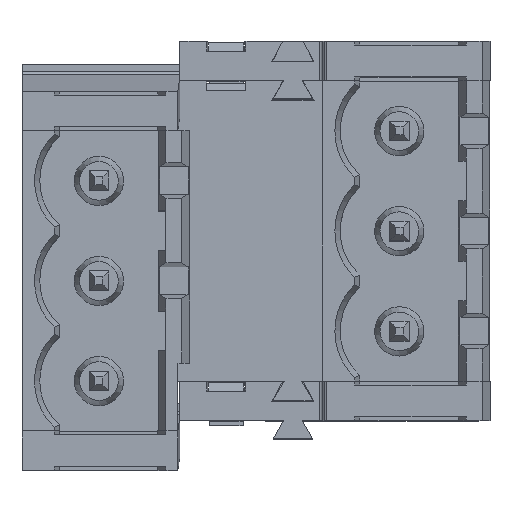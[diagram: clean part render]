
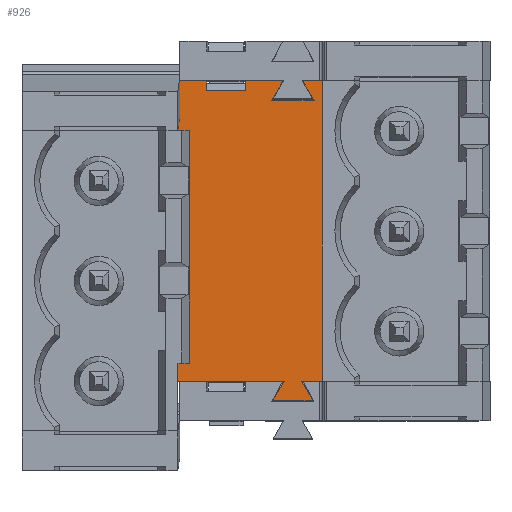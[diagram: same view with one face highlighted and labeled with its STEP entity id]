
A CAD part, top view. The second image highlights one B-rep face of the part: STEP entity #926.
In plain terms, the highlighted planar face has unit normal (0, 0, 1).
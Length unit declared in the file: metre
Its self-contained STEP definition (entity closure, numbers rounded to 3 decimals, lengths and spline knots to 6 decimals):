
#926=ADVANCED_FACE('',(#2167),#2168,.F.);
#2167=FACE_OUTER_BOUND('',#3734,.T.);
#2168=PLANE('',#3735);
#3734=EDGE_LOOP('',(#6493,#6494,#6495,#6496,#6497,#6498,#6499,#6500,#6501,#6502,#6503,#6504,#6505,#6506,#6507,#6508,#6509));
#3735=AXIS2_PLACEMENT_3D('',#6510,#6511,#6512);
#6493=ORIENTED_EDGE('',*,*,#10519,.T.);
#6494=ORIENTED_EDGE('',*,*,#10520,.T.);
#6495=ORIENTED_EDGE('',*,*,#9839,.T.);
#6496=ORIENTED_EDGE('',*,*,#10521,.T.);
#6497=ORIENTED_EDGE('',*,*,#10522,.T.);
#6498=ORIENTED_EDGE('',*,*,#10523,.T.);
#6499=ORIENTED_EDGE('',*,*,#9835,.T.);
#6500=ORIENTED_EDGE('',*,*,#10524,.F.);
#6501=ORIENTED_EDGE('',*,*,#10525,.F.);
#6502=ORIENTED_EDGE('',*,*,#10526,.F.);
#6503=ORIENTED_EDGE('',*,*,#10527,.F.);
#6504=ORIENTED_EDGE('',*,*,#9692,.F.);
#6505=ORIENTED_EDGE('',*,*,#10528,.F.);
#6506=ORIENTED_EDGE('',*,*,#10151,.T.);
#6507=ORIENTED_EDGE('',*,*,#9913,.F.);
#6508=ORIENTED_EDGE('',*,*,#10495,.F.);
#6509=ORIENTED_EDGE('',*,*,#10529,.F.);
#6510=CARTESIAN_POINT('',(0.01524,0.01778,-0.0122));
#6511=DIRECTION('',(0.,0.,-1.0));
#6512=DIRECTION('',(-1.0,0.0,0.));
#9692=EDGE_CURVE('',#11737,#11733,#11739,.T.);
#9835=EDGE_CURVE('',#11981,#11979,#11982,.T.);
#9839=EDGE_CURVE('',#11989,#11987,#11990,.T.);
#9913=EDGE_CURVE('',#12113,#12108,#12115,.T.);
#10151=EDGE_CURVE('',#12511,#12108,#12518,.T.);
#10495=EDGE_CURVE('',#13047,#12113,#13049,.T.);
#10519=EDGE_CURVE('',#13080,#11615,#13081,.T.);
#10520=EDGE_CURVE('',#11615,#11989,#13082,.T.);
#10521=EDGE_CURVE('',#11987,#13083,#13084,.T.);
#10522=EDGE_CURVE('',#13083,#13085,#13086,.T.);
#10523=EDGE_CURVE('',#13085,#11981,#13087,.T.);
#10524=EDGE_CURVE('',#13088,#11979,#13089,.T.);
#10525=EDGE_CURVE('',#13090,#13088,#13091,.T.);
#10526=EDGE_CURVE('',#13092,#13090,#13093,.T.);
#10527=EDGE_CURVE('',#11733,#13092,#13094,.T.);
#10528=EDGE_CURVE('',#12511,#11737,#13095,.T.);
#10529=EDGE_CURVE('',#13080,#13047,#13096,.T.);
#11615=VERTEX_POINT('',#14497);
#11733=VERTEX_POINT('',#14668);
#11737=VERTEX_POINT('',#14674);
#11739=LINE('',#14677,#14678);
#11979=VERTEX_POINT('',#15038);
#11981=VERTEX_POINT('',#15041);
#11982=LINE('',#15042,#15043);
#11987=VERTEX_POINT('',#15050);
#11989=VERTEX_POINT('',#15053);
#11990=LINE('',#15054,#15055);
#12108=VERTEX_POINT('',#15237);
#12113=VERTEX_POINT('',#15244);
#12115=LINE('',#15247,#15248);
#12511=VERTEX_POINT('',#15835);
#12518=LINE('',#15846,#15847);
#13047=VERTEX_POINT('',#16643);
#13049=LINE('',#16646,#16647);
#13080=VERTEX_POINT('',#16693);
#13081=LINE('',#16694,#16695);
#13082=LINE('',#16696,#16697);
#13083=VERTEX_POINT('',#16698);
#13084=LINE('',#16699,#16700);
#13085=VERTEX_POINT('',#16701);
#13086=LINE('',#16702,#16703);
#13087=LINE('',#16704,#16705);
#13088=VERTEX_POINT('',#16706);
#13089=LINE('',#16707,#16708);
#13090=VERTEX_POINT('',#16709);
#13091=LINE('',#16710,#16711);
#13092=VERTEX_POINT('',#16712);
#13093=LINE('',#16713,#16714);
#13094=LINE('',#16715,#16716);
#13095=LINE('',#16717,#16718);
#13096=LINE('',#16719,#16720);
#14497=CARTESIAN_POINT('',(0.0079,0.015856,-0.0122));
#14668=CARTESIAN_POINT('',(0.012668,0.01678,-0.0122));
#14674=CARTESIAN_POINT('',(0.013243,0.01778,-0.0122));
#14677=CARTESIAN_POINT('',(0.013739,0.018643,-0.0122));
#14678=VECTOR('',#18474,1.0);
#15038=CARTESIAN_POINT('',(0.01524,0.00254,-0.0122));
#15041=CARTESIAN_POINT('',(0.014193,0.00254,-0.0122));
#15042=CARTESIAN_POINT('',(0.01524,0.00254,-0.0122));
#15043=VECTOR('',#18597,1.0);
#15050=CARTESIAN_POINT('',(0.013293,0.00254,-0.0122));
#15053=CARTESIAN_POINT('',(0.0079,0.00254,-0.0122));
#15054=CARTESIAN_POINT('',(0.01524,0.00254,-0.0122));
#15055=VECTOR('',#18601,1.0);
#15237=CARTESIAN_POINT('',(0.011361,0.01728,-0.0122));
#15244=CARTESIAN_POINT('',(0.009361,0.01728,-0.0122));
#15247=CARTESIAN_POINT('',(0.01524,0.01728,-0.0122));
#15248=VECTOR('',#18670,1.0);
#15835=CARTESIAN_POINT('',(0.011361,0.01778,-0.0122));
#15846=CARTESIAN_POINT('',(0.011361,0.01778,-0.0122));
#15847=VECTOR('',#18875,1.0);
#16643=CARTESIAN_POINT('',(0.009361,0.01778,-0.0122));
#16646=CARTESIAN_POINT('',(0.009361,0.01778,-0.0122));
#16647=VECTOR('',#19177,1.0);
#16693=CARTESIAN_POINT('',(0.0079,0.01778,-0.0122));
#16694=CARTESIAN_POINT('',(0.0079,0.01778,-0.0122));
#16695=VECTOR('',#19193,1.0);
#16696=CARTESIAN_POINT('',(0.0079,0.01778,-0.0122));
#16697=VECTOR('',#19194,1.0);
#16698=CARTESIAN_POINT('',(0.01272,0.00154,-0.0122));
#16699=CARTESIAN_POINT('',(0.01272,0.00154,-0.0122));
#16700=VECTOR('',#19195,1.0);
#16701=CARTESIAN_POINT('',(0.014765,0.00154,-0.0122));
#16702=CARTESIAN_POINT('',(0.014765,0.00154,-0.0122));
#16703=VECTOR('',#19196,1.0);
#16704=CARTESIAN_POINT('',(0.014193,0.00254,-0.0122));
#16705=VECTOR('',#19197,1.0);
#16706=CARTESIAN_POINT('',(0.01524,0.01778,-0.0122));
#16707=CARTESIAN_POINT('',(0.01524,0.01778,-0.0122));
#16708=VECTOR('',#19198,1.0);
#16709=CARTESIAN_POINT('',(0.014243,0.01778,-0.0122));
#16710=CARTESIAN_POINT('',(0.01524,0.01778,-0.0122));
#16711=VECTOR('',#19199,1.0);
#16712=CARTESIAN_POINT('',(0.014818,0.01678,-0.0122));
#16713=CARTESIAN_POINT('',(0.01449,0.017349,-0.0122));
#16714=VECTOR('',#19200,1.0);
#16715=CARTESIAN_POINT('',(0.01524,0.01678,-0.0122));
#16716=VECTOR('',#19201,1.0);
#16717=CARTESIAN_POINT('',(0.01524,0.01778,-0.0122));
#16718=VECTOR('',#19202,1.0);
#16719=CARTESIAN_POINT('',(0.01524,0.01778,-0.0122));
#16720=VECTOR('',#19203,1.0);
#18474=DIRECTION('',(-0.498,-0.867,0.));
#18597=DIRECTION('',(1.0,0.,0.));
#18601=DIRECTION('',(1.0,0.,0.));
#18670=DIRECTION('',(1.0,0.,0.));
#18875=DIRECTION('',(0.,-1.0,0.));
#19177=DIRECTION('',(0.,-1.0,0.));
#19193=DIRECTION('',(0.,-1.0,0.));
#19194=DIRECTION('',(0.,-1.0,0.));
#19195=DIRECTION('',(-0.497,-0.868,0.));
#19196=DIRECTION('',(1.0,0.,0.));
#19197=DIRECTION('',(-0.497,0.868,0.));
#19198=DIRECTION('',(0.,-1.0,0.));
#19199=DIRECTION('',(1.0,0.,0.));
#19200=DIRECTION('',(-0.498,0.867,0.));
#19201=DIRECTION('',(1.0,0.,0.));
#19202=DIRECTION('',(1.0,0.,0.));
#19203=DIRECTION('',(1.0,0.,0.));
